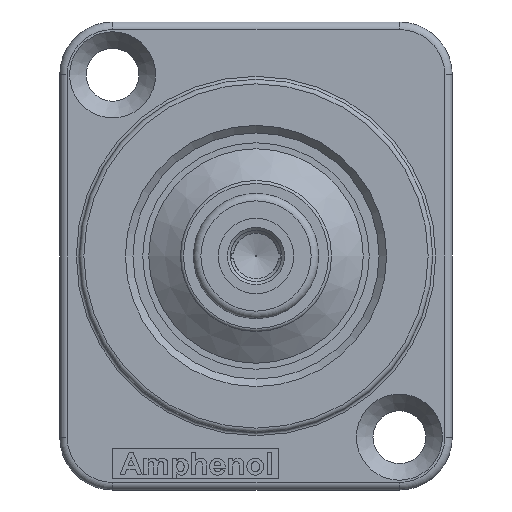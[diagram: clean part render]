
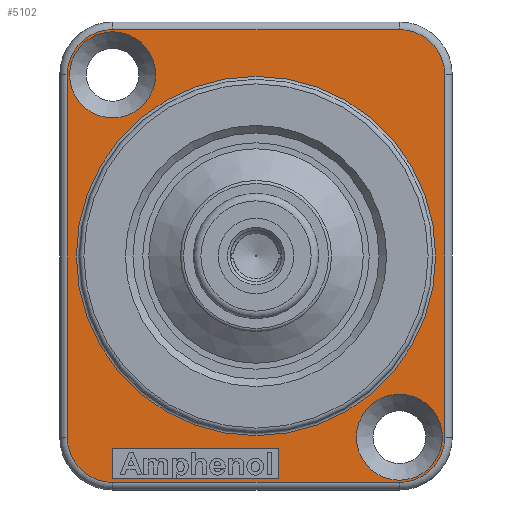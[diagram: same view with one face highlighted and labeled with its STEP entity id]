
A CAD part, front view. The second image highlights one B-rep face of the part: STEP entity #5102.
In plain terms, the highlighted planar face has unit normal (0, -1, 0).
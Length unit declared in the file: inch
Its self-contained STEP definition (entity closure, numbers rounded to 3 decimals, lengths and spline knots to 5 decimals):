
#371=LINE('',#7606,#773);
#373=LINE('',#7618,#775);
#375=LINE('',#7630,#777);
#377=LINE('',#7639,#779);
#385=LINE('',#7663,#787);
#386=LINE('',#7665,#788);
#387=LINE('',#7667,#789);
#388=LINE('',#7668,#790);
#773=VECTOR('',#6249,0.3937);
#775=VECTOR('',#6263,0.3937);
#777=VECTOR('',#6277,0.3937);
#779=VECTOR('',#6289,0.3937);
#787=VECTOR('',#6313,0.3937);
#788=VECTOR('',#6314,0.3937);
#789=VECTOR('',#6315,0.3937);
#790=VECTOR('',#6316,0.3937);
#1127=FACE_BOUND('',#1580,.T.);
#1128=FACE_BOUND('',#1581,.T.);
#1129=FACE_BOUND('',#1582,.T.);
#1130=FACE_BOUND('',#1583,.T.);
#1273=FACE_OUTER_BOUND('',#1579,.T.);
#1579=EDGE_LOOP('',(#3682,#3683,#3684,#3685,#3686,#3687,#3688,#3689));
#1580=EDGE_LOOP('',(#3690));
#1581=EDGE_LOOP('',(#3691,#3692,#3693,#3694));
#1582=EDGE_LOOP('',(#3695));
#1583=EDGE_LOOP('',(#3696));
#1877=CIRCLE('',#5509,0.11811);
#1883=CIRCLE('',#5517,0.11811);
#1887=CIRCLE('',#5523,0.11811);
#1891=CIRCLE('',#5529,0.11811);
#1894=CIRCLE('',#5538,0.4685);
#1895=CIRCLE('',#5539,0.1122);
#1896=CIRCLE('',#5540,0.1122);
#2106=VERTEX_POINT('',#7594);
#2107=VERTEX_POINT('',#7596);
#2109=VERTEX_POINT('',#7602);
#2111=VERTEX_POINT('',#7608);
#2113=VERTEX_POINT('',#7614);
#2115=VERTEX_POINT('',#7620);
#2117=VERTEX_POINT('',#7626);
#2119=VERTEX_POINT('',#7632);
#2126=VERTEX_POINT('',#7659);
#2127=VERTEX_POINT('',#7661);
#2128=VERTEX_POINT('',#7662);
#2129=VERTEX_POINT('',#7664);
#2130=VERTEX_POINT('',#7666);
#2131=VERTEX_POINT('',#7669);
#2132=VERTEX_POINT('',#7671);
#2664=EDGE_CURVE('',#2106,#2107,#1877,.T.);
#2669=EDGE_CURVE('',#2107,#2109,#371,.T.);
#2672=EDGE_CURVE('',#2109,#2111,#1883,.T.);
#2675=EDGE_CURVE('',#2111,#2113,#373,.T.);
#2678=EDGE_CURVE('',#2113,#2115,#1887,.T.);
#2681=EDGE_CURVE('',#2115,#2117,#375,.T.);
#2684=EDGE_CURVE('',#2117,#2119,#1891,.T.);
#2686=EDGE_CURVE('',#2119,#2106,#377,.T.);
#2696=EDGE_CURVE('',#2126,#2126,#1894,.T.);
#2697=EDGE_CURVE('',#2127,#2128,#385,.T.);
#2698=EDGE_CURVE('',#2128,#2129,#386,.T.);
#2699=EDGE_CURVE('',#2129,#2130,#387,.T.);
#2700=EDGE_CURVE('',#2130,#2127,#388,.T.);
#2701=EDGE_CURVE('',#2131,#2131,#1895,.T.);
#2702=EDGE_CURVE('',#2132,#2132,#1896,.T.);
#3682=ORIENTED_EDGE('',*,*,#2664,.F.);
#3683=ORIENTED_EDGE('',*,*,#2686,.F.);
#3684=ORIENTED_EDGE('',*,*,#2684,.F.);
#3685=ORIENTED_EDGE('',*,*,#2681,.F.);
#3686=ORIENTED_EDGE('',*,*,#2678,.F.);
#3687=ORIENTED_EDGE('',*,*,#2675,.F.);
#3688=ORIENTED_EDGE('',*,*,#2672,.F.);
#3689=ORIENTED_EDGE('',*,*,#2669,.F.);
#3690=ORIENTED_EDGE('',*,*,#2696,.F.);
#3691=ORIENTED_EDGE('',*,*,#2697,.T.);
#3692=ORIENTED_EDGE('',*,*,#2698,.T.);
#3693=ORIENTED_EDGE('',*,*,#2699,.T.);
#3694=ORIENTED_EDGE('',*,*,#2700,.T.);
#3695=ORIENTED_EDGE('',*,*,#2701,.T.);
#3696=ORIENTED_EDGE('',*,*,#2702,.T.);
#4603=PLANE('',#5537);
#5102=ADVANCED_FACE('',(#1273,#1127,#1128,#1129,#1130),#4603,.F.);
#5509=AXIS2_PLACEMENT_3D('',#7597,#6238,#6239);
#5517=AXIS2_PLACEMENT_3D('',#7612,#6256,#6257);
#5523=AXIS2_PLACEMENT_3D('',#7624,#6270,#6271);
#5529=AXIS2_PLACEMENT_3D('',#7636,#6284,#6285);
#5537=AXIS2_PLACEMENT_3D('',#7658,#6309,#6310);
#5538=AXIS2_PLACEMENT_3D('',#7660,#6311,#6312);
#5539=AXIS2_PLACEMENT_3D('',#7670,#6317,#6318);
#5540=AXIS2_PLACEMENT_3D('',#7672,#6319,#6320);
#6238=DIRECTION('center_axis',(0.,1.,0.));
#6239=DIRECTION('ref_axis',(0.707,0.,0.707));
#6249=DIRECTION('',(0.,0.,-1.));
#6256=DIRECTION('center_axis',(0.,1.,0.));
#6257=DIRECTION('ref_axis',(0.707,0.,-0.707));
#6263=DIRECTION('',(-1.,0.,0.));
#6270=DIRECTION('center_axis',(0.,1.,0.));
#6271=DIRECTION('ref_axis',(-0.707,0.,-0.707));
#6277=DIRECTION('',(0.,0.,1.));
#6284=DIRECTION('center_axis',(0.,1.,0.));
#6285=DIRECTION('ref_axis',(-0.707,0.,0.707));
#6289=DIRECTION('',(1.,0.,0.));
#6309=DIRECTION('center_axis',(0.,1.,0.));
#6310=DIRECTION('ref_axis',(0.,0.,1.));
#6311=DIRECTION('center_axis',(0.,-1.,0.));
#6312=DIRECTION('ref_axis',(-1.,0.,0.));
#6313=DIRECTION('',(0.,0.,-1.));
#6314=DIRECTION('',(-1.,0.,0.));
#6315=DIRECTION('',(0.,0.,1.));
#6316=DIRECTION('',(1.,0.,0.));
#6317=DIRECTION('center_axis',(0.,1.,0.));
#6318=DIRECTION('ref_axis',(-1.,0.,0.));
#6319=DIRECTION('center_axis',(0.,1.,0.));
#6320=DIRECTION('ref_axis',(-1.,0.,0.));
#7594=CARTESIAN_POINT('',(0.37402,0.,0.59055));
#7596=CARTESIAN_POINT('',(0.49213,0.,0.47244));
#7597=CARTESIAN_POINT('Origin',(0.37402,0.,0.47244));
#7602=CARTESIAN_POINT('',(0.49213,0.,-0.47244));
#7606=CARTESIAN_POINT('',(0.49213,0.,-0.30512));
#7608=CARTESIAN_POINT('',(0.37402,0.,-0.59055));
#7612=CARTESIAN_POINT('Origin',(0.37402,0.,-0.47244));
#7614=CARTESIAN_POINT('',(-0.37402,0.,-0.59055));
#7618=CARTESIAN_POINT('',(-0.25591,0.,-0.59055));
#7620=CARTESIAN_POINT('',(-0.49213,0.,-0.47244));
#7624=CARTESIAN_POINT('Origin',(-0.37402,0.,-0.47244));
#7626=CARTESIAN_POINT('',(-0.49213,0.,0.47244));
#7630=CARTESIAN_POINT('',(-0.49213,0.,0.30512));
#7632=CARTESIAN_POINT('',(-0.37402,0.,0.59055));
#7636=CARTESIAN_POINT('Origin',(-0.37402,0.,0.47244));
#7639=CARTESIAN_POINT('',(0.25591,0.,0.59055));
#7658=CARTESIAN_POINT('Origin',(0.,0.,0.));
#7659=CARTESIAN_POINT('',(0.,0.,-0.4685));
#7660=CARTESIAN_POINT('Origin',(0.,0.,0.));
#7661=CARTESIAN_POINT('',(0.05906,0.,-0.50197));
#7662=CARTESIAN_POINT('',(0.05906,0.,-0.58071));
#7663=CARTESIAN_POINT('',(0.05906,0.,-0.29035));
#7664=CARTESIAN_POINT('',(-0.37402,0.,-0.58071));
#7665=CARTESIAN_POINT('',(-0.18701,0.,-0.58071));
#7666=CARTESIAN_POINT('',(-0.37402,0.,-0.50197));
#7667=CARTESIAN_POINT('',(-0.37402,0.,-0.25098));
#7668=CARTESIAN_POINT('',(0.02953,0.,-0.50197));
#7669=CARTESIAN_POINT('',(-0.26181,0.,0.47244));
#7670=CARTESIAN_POINT('Origin',(-0.37402,0.,0.47244));
#7671=CARTESIAN_POINT('',(0.48622,0.,-0.47244));
#7672=CARTESIAN_POINT('Origin',(0.37402,0.,-0.47244));
